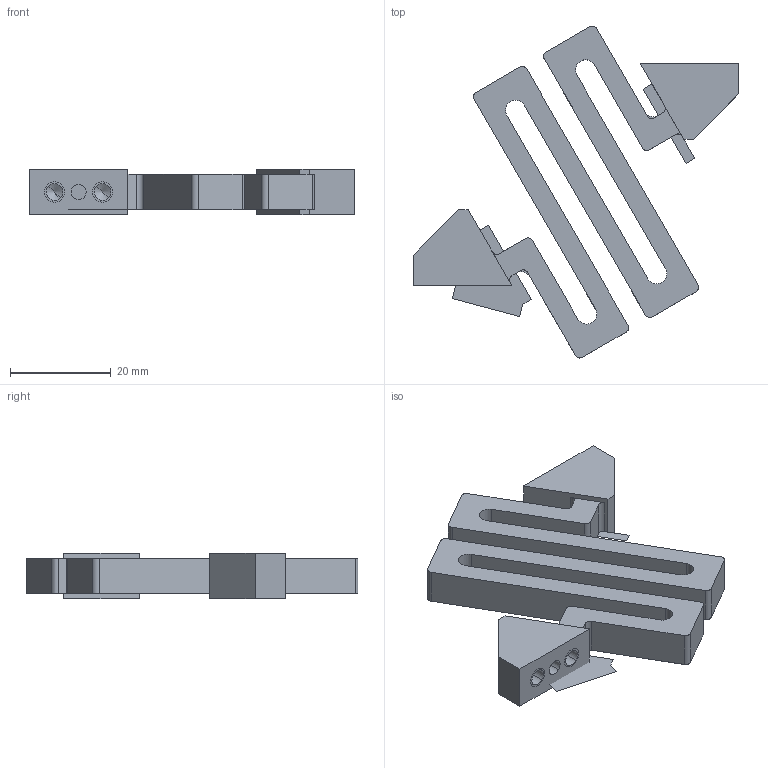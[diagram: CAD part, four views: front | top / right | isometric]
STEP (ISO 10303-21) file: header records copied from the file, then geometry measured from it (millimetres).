
FILE_DESCRIPTION((''),'2;1');
FILE_NAME('MG0019A0_ASM','2025-05-07T17:51:39',('sduddu'),(''),'CREO PARAMETRIC BY PTC INC, 2023014','CREO PARAMETRIC BY PTC INC, 2023014','');
FILE_SCHEMA(('AUTOMOTIVE_DESIGN { 1 0 10303 214 1 1 1 1 }'));
Length unit declared in the file: millimetre
Products named in the file (2): ANGLED_FOLDED_BEAM_V1; MG0019A0_ASM
Assembly tree (1 placements, depth 2):
  MG0019A0_ASM
    ANGLED_FOLDED_BEAM_V1
Bounding box: 64.44 x 65.77 x 9 mm (x, y, z)
Volume: 10215.1 mm3; surface area: 8689.7 mm2
Topology: 1 solids, 6 shells, 89 faces, 284 edges, 202 vertices
Faces by surface type: plane 41, cylinder 40, cone 8
Entity records: 4885 total; most frequent: DIRECTION 615, CARTESIAN_POINT 611, ORIENTED_EDGE 487, PRESENTATION_STYLE_ASSIGNMENT 297, STYLED_ITEM 290, CURVE_STYLE 284, EDGE_CURVE 276, AXIS2_PLACEMENT_3D 216
